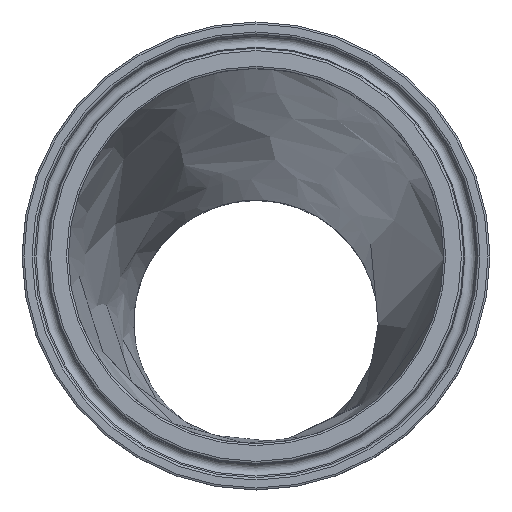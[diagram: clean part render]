
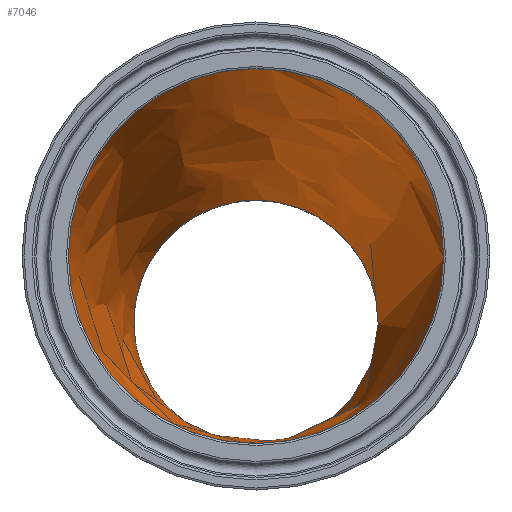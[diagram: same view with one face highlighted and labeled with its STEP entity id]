
A CAD part, top view. The second image highlights one B-rep face of the part: STEP entity #7046.
In plain terms, the highlighted free-form (B-spline) face has degree [1, 2] with [2, 9] control points.
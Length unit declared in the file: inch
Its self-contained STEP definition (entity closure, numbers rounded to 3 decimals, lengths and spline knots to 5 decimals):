
#212=CIRCLE('',#7297,1.435);
#213=CIRCLE('',#7298,1.435);
#214=CIRCLE('',#7299,0.935);
#215=CIRCLE('',#7300,0.935);
#1728=FACE_OUTER_BOUND('',#2148,.T.);
#2148=EDGE_LOOP('',(#6606,#6607,#6608,#6609,#6610,#6611));
#2749=B_SPLINE_CURVE_WITH_KNOTS('',1,(#16527,#16528),.UNSPECIFIED.,.F.,
 .F.,(2,2),(0.00187,2.83157),.UNSPECIFIED.);
#3445=VERTEX_POINT('',#16522);
#3446=VERTEX_POINT('',#16523);
#3447=VERTEX_POINT('',#16526);
#3448=VERTEX_POINT('',#16529);
#4509=EDGE_CURVE('',#3445,#3446,#212,.T.);
#4510=EDGE_CURVE('',#3446,#3445,#213,.T.);
#4511=EDGE_CURVE('',#3446,#3447,#2749,.T.);
#4512=EDGE_CURVE('',#3447,#3448,#214,.T.);
#4513=EDGE_CURVE('',#3448,#3447,#215,.T.);
#6606=ORIENTED_EDGE('',*,*,#4509,.F.);
#6607=ORIENTED_EDGE('',*,*,#4510,.F.);
#6608=ORIENTED_EDGE('',*,*,#4511,.T.);
#6609=ORIENTED_EDGE('',*,*,#4512,.T.);
#6610=ORIENTED_EDGE('',*,*,#4513,.T.);
#6611=ORIENTED_EDGE('',*,*,#4511,.F.);
#6672=(
BOUNDED_SURFACE()
B_SPLINE_SURFACE(1,2,((#16504,#16505,#16506,#16507,#16508,#16509,#16510,
#16511,#16512),(#16513,#16514,#16515,#16516,#16517,#16518,#16519,#16520,
#16521)),.UNSPECIFIED.,.F.,.T.,.F.)
B_SPLINE_SURFACE_WITH_KNOTS((2,2),(3,2,2,2,3),(-0.12851,2.91056),
(-3.14159,-1.5708,0.,1.5708,3.14159),
 .UNSPECIFIED.)
GEOMETRIC_REPRESENTATION_ITEM()
RATIONAL_B_SPLINE_SURFACE(((1.,0.707,1.,0.707,1.,
0.707,1.,0.707,1.),(1.,0.707,1.,0.707,
1.,0.707,1.,0.707,1.)))
REPRESENTATION_ITEM('')
SURFACE()
);
#7046=ADVANCED_FACE('',(#1728),#6672,.T.);
#7297=AXIS2_PLACEMENT_3D('',#16524,#8147,#8148);
#7298=AXIS2_PLACEMENT_3D('',#16525,#8149,#8150);
#7299=AXIS2_PLACEMENT_3D('',#16530,#8151,#8152);
#7300=AXIS2_PLACEMENT_3D('',#16531,#8153,#8154);
#8147=DIRECTION('center_axis',(0.,0.,-1.));
#8148=DIRECTION('ref_axis',(-1.,-0.015,0.));
#8149=DIRECTION('center_axis',(0.,0.,-1.));
#8150=DIRECTION('ref_axis',(-1.,-0.015,0.));
#8151=DIRECTION('center_axis',(0.,0.,-1.));
#8152=DIRECTION('ref_axis',(-1.,0.,0.));
#8153=DIRECTION('center_axis',(0.,0.,-1.));
#8154=DIRECTION('ref_axis',(-1.,0.,0.));
#16504=CARTESIAN_POINT('Ctrl Pts',(1.45787,1.48319,0.1843));
#16505=CARTESIAN_POINT('Ctrl Pts',(1.45787,0.04725,
0.36107));
#16506=CARTESIAN_POINT('Ctrl Pts',(0.,0.04725,
0.36107));
#16507=CARTESIAN_POINT('Ctrl Pts',(-1.45787,0.04725,
0.36107));
#16508=CARTESIAN_POINT('Ctrl Pts',(-1.45787,1.48319,0.1843));
#16509=CARTESIAN_POINT('Ctrl Pts',(-1.45787,2.91913,0.00753));
#16510=CARTESIAN_POINT('Ctrl Pts',(0.,2.91913,
0.00753));
#16511=CARTESIAN_POINT('Ctrl Pts',(1.45787,2.91913,0.00753));
#16512=CARTESIAN_POINT('Ctrl Pts',(1.45787,1.48319,0.1843));
#16513=CARTESIAN_POINT('Ctrl Pts',(0.92094,0.95433,
-4.11167));
#16514=CARTESIAN_POINT('Ctrl Pts',(0.92094,0.04725,
-4.));
#16515=CARTESIAN_POINT('Ctrl Pts',(0.,0.04725,
-4.));
#16516=CARTESIAN_POINT('Ctrl Pts',(-0.92094,0.04725,
-4.));
#16517=CARTESIAN_POINT('Ctrl Pts',(-0.92094,0.95433,
-4.11167));
#16518=CARTESIAN_POINT('Ctrl Pts',(-0.92094,1.86141,
-4.22333));
#16519=CARTESIAN_POINT('Ctrl Pts',(0.,1.86141,
-4.22333));
#16520=CARTESIAN_POINT('Ctrl Pts',(0.92094,1.86141,-4.22333));
#16521=CARTESIAN_POINT('Ctrl Pts',(0.92094,0.95433,
-4.11167));
#16522=CARTESIAN_POINT('',(-1.435,1.48225,0.));
#16523=CARTESIAN_POINT('',(1.43484,1.4605,0.));
#16524=CARTESIAN_POINT('Origin',(0.,1.48225,
0.));
#16525=CARTESIAN_POINT('Origin',(0.,1.48225,
0.));
#16526=CARTESIAN_POINT('',(0.93489,0.96808,-4.));
#16527=CARTESIAN_POINT('Ctrl Pts',(1.43484,1.4605,0.));
#16528=CARTESIAN_POINT('Ctrl Pts',(0.93489,0.96808,
-4.));
#16529=CARTESIAN_POINT('',(0.,0.04725,-4.));
#16530=CARTESIAN_POINT('Origin',(0.,0.98225,
-4.));
#16531=CARTESIAN_POINT('Origin',(0.,0.98225,
-4.));
